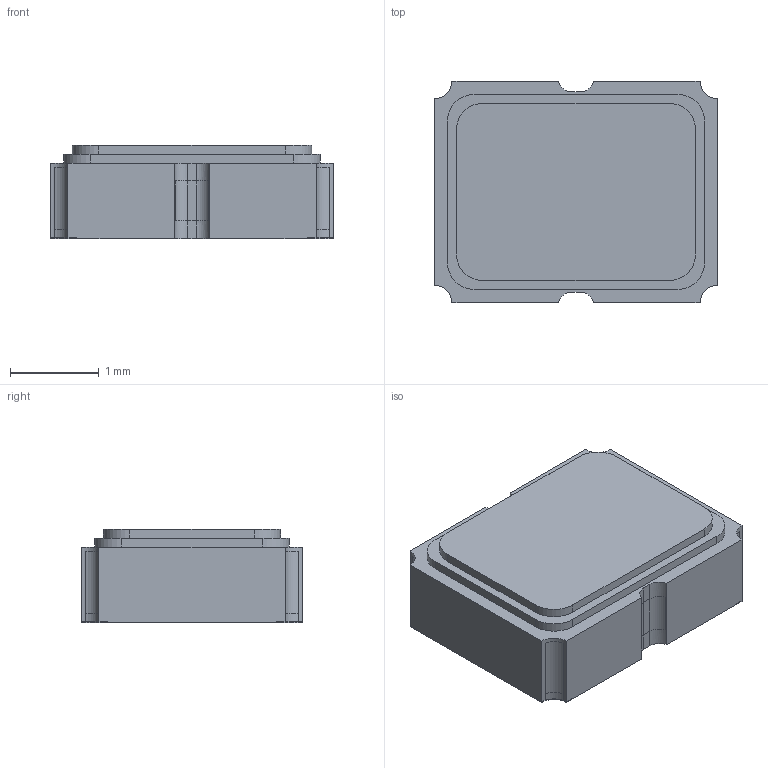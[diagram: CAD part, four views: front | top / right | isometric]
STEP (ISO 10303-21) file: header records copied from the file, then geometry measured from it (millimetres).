
FILE_DESCRIPTION (( 'STEP AP214' ), '1' );
FILE_NAME ('5DECD8FA-8EAE-40CE-B7A1-44AE4A0FCE71.STEP', '2024-09-17T17:12:45', ( '' ), ( '' ), 'SwSTEP 2.0', 'SolidWorks 2022', '' );
FILE_SCHEMA (( 'AUTOMOTIVE_DESIGN' ));
Length unit declared in the file: millimetre
Products named in the file (1): 5DECD8FA-8EAE-40CE-B7A1-44AE4A0FCE71
Bounding box: 3.2 x 2.5 x 1.05 mm (x, y, z)
Volume: 8.3 mm3; surface area: 101.8 mm2
Topology: 16 solids, 16 shells, 208 faces, 558 edges, 372 vertices
Faces by surface type: plane 160, cylinder 48
Entity records: 7202 total; most frequent: CARTESIAN_POINT 1139, ORIENTED_EDGE 1116, DIRECTION 1088, EDGE_CURVE 558, LINE 446, VECTOR 446, VERTEX_POINT 372, AXIS2_PLACEMENT_3D 321
